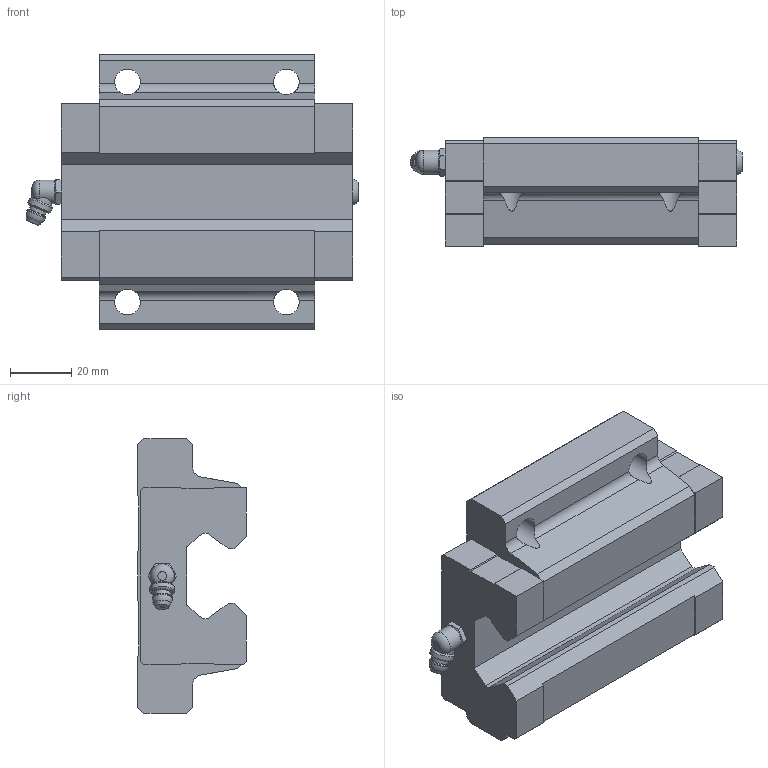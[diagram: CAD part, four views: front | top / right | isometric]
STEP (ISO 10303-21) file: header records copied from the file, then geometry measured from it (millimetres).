
FILE_DESCRIPTION(/* description */ ('STEP AP214'),/* implementation_level */ '2;1');
FILE_NAME(/* name */ 'LSH30BK-F1N-N-SB-M6',/* time_stamp */ '2022-10-10T15:16:52+02:00',/* author */ ('License CC BY-ND 4.0'),/* organization */ ('CADENAS'),/* preprocessor_version */ 'ST-DEVELOPER v18.102',/* originating_system */ 'PARTsolutions',/* authorisation */ ' ');
FILE_SCHEMA (('AUTOMOTIVE_DESIGN {1 0 10303 214 3 1 1}'));
Length unit declared in the file: millimetre
Products named in the file (1): LSH30BK-F1N-N-SB-M6
Bounding box: 108.66 x 35.5 x 90 mm (x, y, z)
Volume: 192379 mm3; surface area: 31671.9 mm2
Topology: 1 solids, 1 shells, 127 faces, 359 edges, 234 vertices
Faces by surface type: plane 97, cylinder 16, cone 8, torus 5, sphere 1
Full cylindrical faces by diameter (mm): 5.5 x1, 6.6 x1, 7.85 x1, 8 x1, 8.376 x4
Entity records: 3962 total; most frequent: CARTESIAN_POINT 791, ORIENTED_EDGE 656, DIRECTION 602, EDGE_CURVE 328, LINE 258, VECTOR 258, VERTEX_POINT 225, AXIS2_PLACEMENT_3D 172
